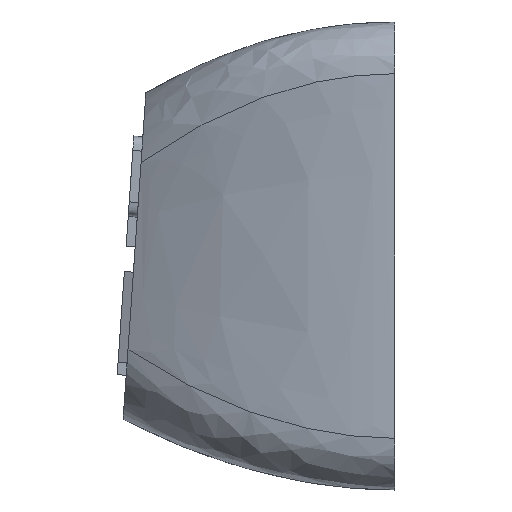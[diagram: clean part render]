
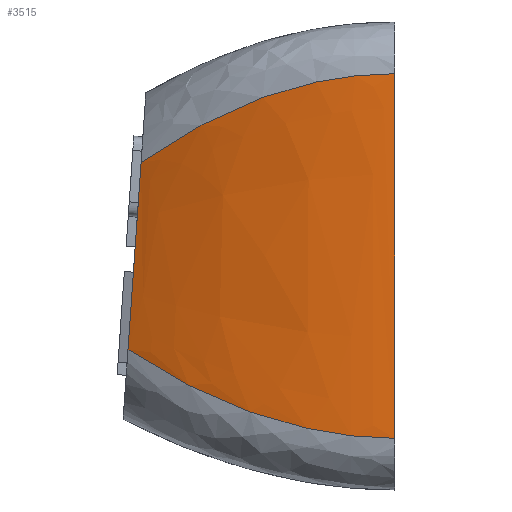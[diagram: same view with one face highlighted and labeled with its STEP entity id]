
A CAD part, left-side view. The second image highlights one B-rep face of the part: STEP entity #3515.
In plain terms, the highlighted free-form (B-spline) face has degree [3, 3] with [4, 4] control points.
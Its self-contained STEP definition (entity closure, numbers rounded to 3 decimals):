
#92=B_SPLINE_CURVE_WITH_KNOTS('',3,(#5248,#5249,#5250,#5251),
 .UNSPECIFIED.,.F.,.F.,(4,4),(0.,1.),.UNSPECIFIED.);
#93=B_SPLINE_CURVE_WITH_KNOTS('',3,(#5272,#5273,#5274,#5275),
 .UNSPECIFIED.,.F.,.F.,(4,4),(0.,1.),.UNSPECIFIED.);
#232=B_SPLINE_SURFACE_WITH_KNOTS('',3,3,((#5253,#5254,#5255,#5256),(#5257,
#5258,#5259,#5260),(#5261,#5262,#5263,#5264),(#5265,#5266,#5267,#5268)),
 .UNSPECIFIED.,.F.,.F.,.F.,(4,4),(4,4),(0.,1.),(0.,1.),.UNSPECIFIED.);
#316=FACE_OUTER_BOUND('',#505,.T.);
#505=EDGE_LOOP('',(#2425,#2426,#2427,#2428));
#730=LINE('',#5270,#1086);
#731=LINE('',#5276,#1087);
#1086=VECTOR('',#3928,10.);
#1087=VECTOR('',#3929,10.);
#1460=VERTEX_POINT('',#5245);
#1461=VERTEX_POINT('',#5247);
#1462=VERTEX_POINT('',#5269);
#1463=VERTEX_POINT('',#5271);
#1852=EDGE_CURVE('',#1460,#1461,#92,.T.);
#1854=EDGE_CURVE('',#1462,#1460,#730,.T.);
#1855=EDGE_CURVE('',#1462,#1463,#93,.T.);
#1856=EDGE_CURVE('',#1463,#1461,#731,.T.);
#2425=ORIENTED_EDGE('',*,*,#1854,.F.);
#2426=ORIENTED_EDGE('',*,*,#1855,.T.);
#2427=ORIENTED_EDGE('',*,*,#1856,.T.);
#2428=ORIENTED_EDGE('',*,*,#1852,.F.);
#3515=ADVANCED_FACE('',(#316),#232,.F.);
#3928=DIRECTION('',(0.,-0.07,0.998));
#3929=DIRECTION('',(0.,0.,1.));
#5245=CARTESIAN_POINT('',(2.7,9.814,12.671));
#5247=CARTESIAN_POINT('',(0.,0.,16.1));
#5248=CARTESIAN_POINT('Ctrl Pts',(2.7,9.814,12.671));
#5249=CARTESIAN_POINT('Ctrl Pts',(0.9,6.543,14.957));
#5250=CARTESIAN_POINT('Ctrl Pts',(0.,3.356,
16.1));
#5251=CARTESIAN_POINT('Ctrl Pts',(0.,0.,
16.1));
#5253=CARTESIAN_POINT('Ctrl Pts',(2.7,10.32,5.433));
#5254=CARTESIAN_POINT('Ctrl Pts',(0.9,6.88,3.144));
#5255=CARTESIAN_POINT('Ctrl Pts',(0.,3.356,
2.));
#5256=CARTESIAN_POINT('Ctrl Pts',(0.,0.,2.));
#5257=CARTESIAN_POINT('Ctrl Pts',(2.7,10.221,6.843));
#5258=CARTESIAN_POINT('Ctrl Pts',(0.939,6.814,4.776));
#5259=CARTESIAN_POINT('Ctrl Pts',(0.,3.356,
3.047));
#5260=CARTESIAN_POINT('Ctrl Pts',(0.,0.,3.047));
#5261=CARTESIAN_POINT('Ctrl Pts',(2.7,9.913,11.261));
#5262=CARTESIAN_POINT('Ctrl Pts',(0.939,6.608,13.325));
#5263=CARTESIAN_POINT('Ctrl Pts',(0.,3.356,
15.053));
#5264=CARTESIAN_POINT('Ctrl Pts',(0.,0.,15.053));
#5265=CARTESIAN_POINT('Ctrl Pts',(2.7,9.814,12.671));
#5266=CARTESIAN_POINT('Ctrl Pts',(0.9,6.543,14.957));
#5267=CARTESIAN_POINT('Ctrl Pts',(0.,3.356,
16.1));
#5268=CARTESIAN_POINT('Ctrl Pts',(0.,0.,16.1));
#5269=CARTESIAN_POINT('',(2.7,10.32,5.433));
#5270=CARTESIAN_POINT('',(2.7,10.32,5.433));
#5271=CARTESIAN_POINT('',(0.,0.,2.));
#5272=CARTESIAN_POINT('Ctrl Pts',(2.7,10.32,5.433));
#5273=CARTESIAN_POINT('Ctrl Pts',(0.9,6.88,3.144));
#5274=CARTESIAN_POINT('Ctrl Pts',(0.,3.356,
2.));
#5275=CARTESIAN_POINT('Ctrl Pts',(0.,0.,2.));
#5276=CARTESIAN_POINT('',(0.,0.,2.));
